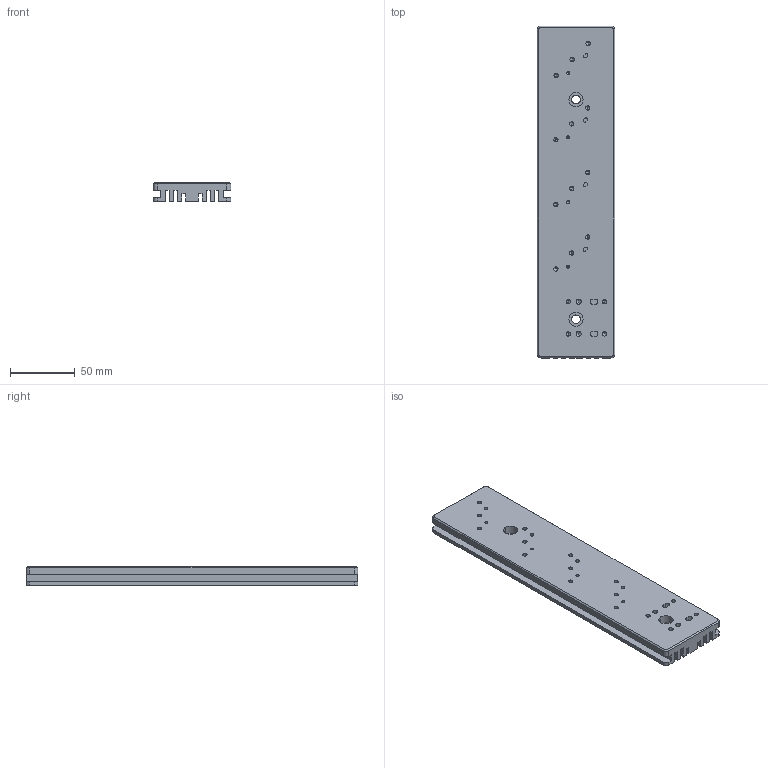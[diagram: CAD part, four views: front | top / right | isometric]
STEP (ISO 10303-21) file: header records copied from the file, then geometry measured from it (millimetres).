
FILE_DESCRIPTION (( 'STEP AP203' ), '1' );
FILE_NAME ('3_DM_base.STEP', '2021-09-30T02:50:56', ( '' ), ( '' ), 'SwSTEP 2.0', 'SolidWorks 2020', '' );
FILE_SCHEMA (( 'CONFIG_CONTROL_DESIGN' ));
Length unit declared in the file: millimetre
Products named in the file (1): 3_DM_base
Bounding box: 60 x 257 x 14.6 mm (x, y, z)
Volume: 168239.5 mm3; surface area: 71660.5 mm2
Topology: 1 solids, 1 shells, 197 faces, 504 edges, 295 vertices
Faces by surface type: cylinder 82, plane 65, cone 50
Entity records: 5697 total; most frequent: DIRECTION 1022, CARTESIAN_POINT 951, ORIENTED_EDGE 916, EDGE_CURVE 458, AXIS2_PLACEMENT_3D 366, VERTEX_POINT 295, VECTOR 290, LINE 290
